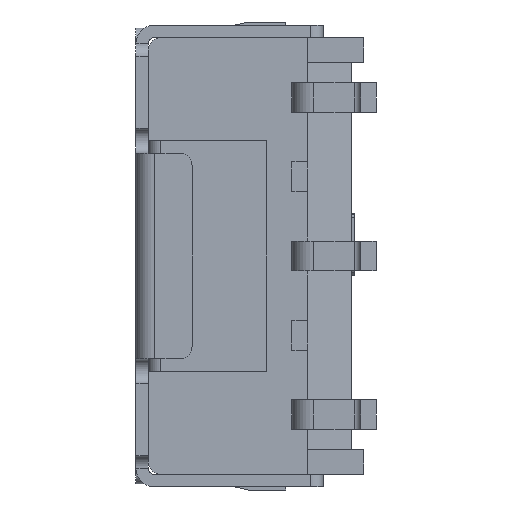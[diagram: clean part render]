
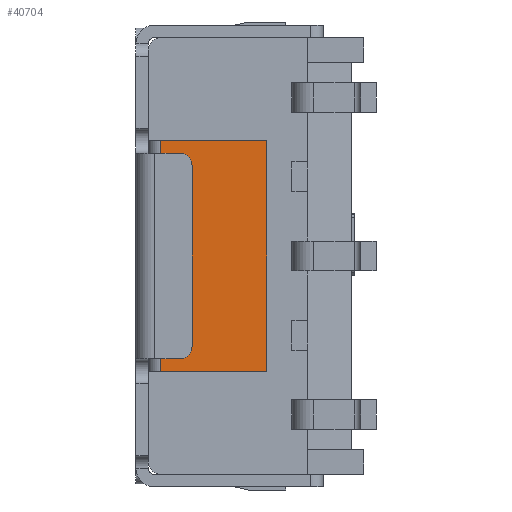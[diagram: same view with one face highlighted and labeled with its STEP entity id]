
A CAD part, left-side view. The second image highlights one B-rep face of the part: STEP entity #40704.
In plain terms, the highlighted planar face has unit normal (-1, 0, 0).
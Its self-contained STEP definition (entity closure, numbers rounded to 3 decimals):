
#585 = DIRECTION ( 'NONE',  ( 0., 0., -1. ) ) ;
#1285 = LINE ( 'NONE', #13565, #22605 ) ;
#1422 = LINE ( 'NONE', #4390, #41695 ) ;
#1426 = PLANE ( 'NONE',  #40546 ) ;
#4390 = CARTESIAN_POINT ( 'NONE',  ( -3.5, 1.35, 1.85 ) ) ;
#4510 = VERTEX_POINT ( 'NONE', #31887 ) ;
#7404 = VECTOR ( 'NONE', #24200, 1000. ) ;
#7931 = CARTESIAN_POINT ( 'NONE',  ( -3.5, 3.05, -1.85 ) ) ;
#7949 = EDGE_CURVE ( 'NONE', #38772, #35113, #21964, .T. ) ;
#8440 = DIRECTION ( 'NONE',  ( 0., 0., -1. ) ) ;
#8509 = ORIENTED_EDGE ( 'NONE', *, *, #39660, .T. ) ;
#9695 = EDGE_CURVE ( 'NONE', #35113, #15862, #1285, .T. ) ;
#11017 = DIRECTION ( 'NONE',  ( 0., 1., 0. ) ) ;
#11114 = LINE ( 'NONE', #7931, #7404 ) ;
#12313 = CARTESIAN_POINT ( 'NONE',  ( -3.5, 3.05, -1.85 ) ) ;
#13565 = CARTESIAN_POINT ( 'NONE',  ( -3.5, 1.35, -1.85 ) ) ;
#13913 = CARTESIAN_POINT ( 'NONE',  ( -3.5, 1.35, -1.85 ) ) ;
#14114 = FACE_OUTER_BOUND ( 'NONE', #16309, .T. ) ;
#15862 = VERTEX_POINT ( 'NONE', #12313 ) ;
#16309 = EDGE_LOOP ( 'NONE', ( #31359, #8509, #32025, #25893 ) ) ;
#21964 = LINE ( 'NONE', #38010, #32745 ) ;
#22605 = VECTOR ( 'NONE', #11017, 1000. ) ;
#23203 = DIRECTION ( 'NONE',  ( 1., 0., 0. ) ) ;
#23824 = DIRECTION ( 'NONE',  ( 0., 1., 0. ) ) ;
#24200 = DIRECTION ( 'NONE',  ( 0., 0., -1. ) ) ;
#25893 = ORIENTED_EDGE ( 'NONE', *, *, #7949, .F. ) ;
#28824 = CARTESIAN_POINT ( 'NONE',  ( -3.5, 1.35, 1.85 ) ) ;
#31111 = CARTESIAN_POINT ( 'NONE',  ( -3.5, 1.35, -1.85 ) ) ;
#31359 = ORIENTED_EDGE ( 'NONE', *, *, #32752, .T. ) ;
#31887 = CARTESIAN_POINT ( 'NONE',  ( -3.5, 3.05, 1.85 ) ) ;
#32025 = ORIENTED_EDGE ( 'NONE', *, *, #9695, .F. ) ;
#32745 = VECTOR ( 'NONE', #8440, 1000. ) ;
#32752 = EDGE_CURVE ( 'NONE', #38772, #4510, #1422, .T. ) ;
#35113 = VERTEX_POINT ( 'NONE', #31111 ) ;
#38010 = CARTESIAN_POINT ( 'NONE',  ( -3.5, 1.35, -1.85 ) ) ;
#38772 = VERTEX_POINT ( 'NONE', #28824 ) ;
#39660 = EDGE_CURVE ( 'NONE', #4510, #15862, #11114, .T. ) ;
#40546 = AXIS2_PLACEMENT_3D ( 'NONE', #13913, #23203, #585 ) ;
#40704 = ADVANCED_FACE ( 'NONE', ( #14114 ), #1426, .F. ) ;
#41695 = VECTOR ( 'NONE', #23824, 1000. ) ;
